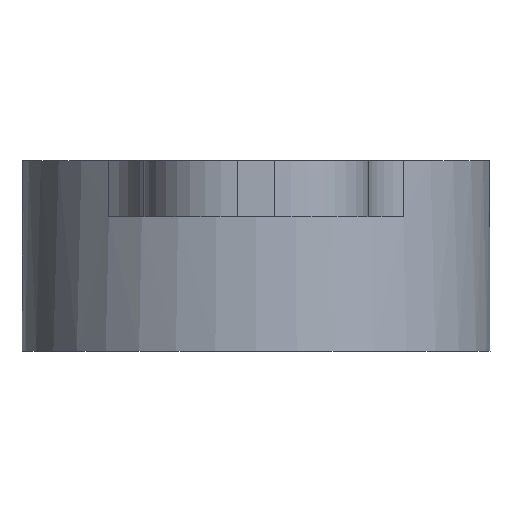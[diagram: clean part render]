
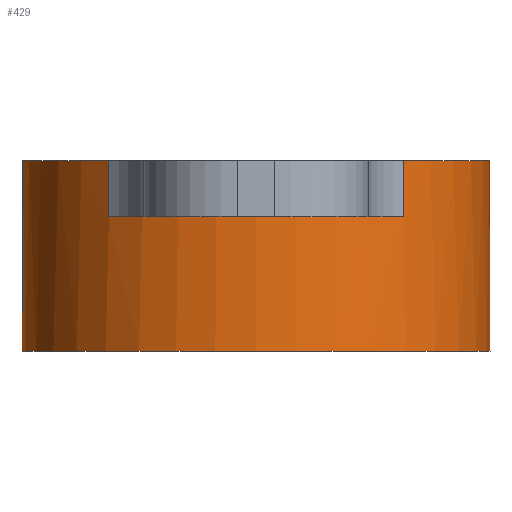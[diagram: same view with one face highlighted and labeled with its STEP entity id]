
A CAD part, left-side view. The second image highlights one B-rep face of the part: STEP entity #429.
In plain terms, the highlighted cylindrical face has radius 12.5 mm (diameter 25 mm), a full revolution.
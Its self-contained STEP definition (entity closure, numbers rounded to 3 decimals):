
#34=FACE_OUTER_BOUND('',#58,.T.);
#58=EDGE_LOOP('',(#293,#294,#295,#296,#297,#298,#299,#300,#301,#302,#303,
#304));
#88=LINE('',#678,#121);
#90=LINE('',#686,#123);
#91=LINE('',#691,#124);
#92=LINE('',#695,#125);
#93=LINE('',#699,#126);
#121=VECTOR('',#535,10.);
#123=VECTOR('',#543,12.5);
#124=VECTOR('',#548,10.);
#125=VECTOR('',#551,10.);
#126=VECTOR('',#554,10.);
#156=CIRCLE('',#479,12.5);
#157=CIRCLE('',#480,12.5);
#158=CIRCLE('',#481,12.5);
#159=CIRCLE('',#482,12.5);
#160=CIRCLE('',#483,12.5);
#161=CIRCLE('',#484,12.5);
#185=VERTEX_POINT('',#675);
#186=VERTEX_POINT('',#677);
#188=VERTEX_POINT('',#683);
#189=VERTEX_POINT('',#685);
#190=VERTEX_POINT('',#688);
#191=VERTEX_POINT('',#690);
#192=VERTEX_POINT('',#692);
#193=VERTEX_POINT('',#694);
#194=VERTEX_POINT('',#696);
#195=VERTEX_POINT('',#698);
#227=EDGE_CURVE('',#185,#186,#88,.T.);
#230=EDGE_CURVE('',#188,#185,#156,.T.);
#231=EDGE_CURVE('',#188,#189,#90,.T.);
#232=EDGE_CURVE('',#189,#189,#157,.T.);
#233=EDGE_CURVE('',#190,#188,#158,.T.);
#234=EDGE_CURVE('',#191,#190,#91,.T.);
#235=EDGE_CURVE('',#192,#191,#159,.T.);
#236=EDGE_CURVE('',#193,#192,#92,.T.);
#237=EDGE_CURVE('',#194,#193,#160,.T.);
#238=EDGE_CURVE('',#195,#194,#93,.T.);
#239=EDGE_CURVE('',#186,#195,#161,.T.);
#293=ORIENTED_EDGE('',*,*,#227,.F.);
#294=ORIENTED_EDGE('',*,*,#230,.F.);
#295=ORIENTED_EDGE('',*,*,#231,.T.);
#296=ORIENTED_EDGE('',*,*,#232,.F.);
#297=ORIENTED_EDGE('',*,*,#231,.F.);
#298=ORIENTED_EDGE('',*,*,#233,.F.);
#299=ORIENTED_EDGE('',*,*,#234,.F.);
#300=ORIENTED_EDGE('',*,*,#235,.F.);
#301=ORIENTED_EDGE('',*,*,#236,.F.);
#302=ORIENTED_EDGE('',*,*,#237,.F.);
#303=ORIENTED_EDGE('',*,*,#238,.F.);
#304=ORIENTED_EDGE('',*,*,#239,.F.);
#416=CYLINDRICAL_SURFACE('',#478,12.5);
#429=ADVANCED_FACE('',(#34),#416,.T.);
#478=AXIS2_PLACEMENT_3D('',#682,#539,#540);
#479=AXIS2_PLACEMENT_3D('',#684,#541,#542);
#480=AXIS2_PLACEMENT_3D('',#687,#544,#545);
#481=AXIS2_PLACEMENT_3D('',#689,#546,#547);
#482=AXIS2_PLACEMENT_3D('',#693,#549,#550);
#483=AXIS2_PLACEMENT_3D('',#697,#552,#553);
#484=AXIS2_PLACEMENT_3D('',#700,#555,#556);
#535=DIRECTION('',(0.,0.,1.));
#539=DIRECTION('center_axis',(0.,0.,1.));
#540=DIRECTION('ref_axis',(1.,0.,0.));
#541=DIRECTION('center_axis',(0.,0.,1.));
#542=DIRECTION('ref_axis',(-1.,0.,0.));
#543=DIRECTION('',(0.,0.,-1.));
#544=DIRECTION('center_axis',(0.,0.,-1.));
#545=DIRECTION('ref_axis',(-1.,0.,0.));
#546=DIRECTION('center_axis',(0.,0.,1.));
#547=DIRECTION('ref_axis',(-1.,0.,0.));
#548=DIRECTION('',(0.,0.,-1.));
#549=DIRECTION('center_axis',(0.,0.,1.));
#550=DIRECTION('ref_axis',(1.,0.,0.));
#551=DIRECTION('',(0.,0.,1.));
#552=DIRECTION('center_axis',(0.,0.,1.));
#553=DIRECTION('ref_axis',(-1.,0.,0.));
#554=DIRECTION('',(0.,0.,-1.));
#555=DIRECTION('center_axis',(0.,0.,1.));
#556=DIRECTION('ref_axis',(1.,0.,0.));
#675=CARTESIAN_POINT('',(-9.722,-7.857,0.));
#677=CARTESIAN_POINT('',(-9.722,-7.857,3.));
#678=CARTESIAN_POINT('',(-9.722,-7.857,0.));
#682=CARTESIAN_POINT('Origin',(0.,0.,0.));
#683=CARTESIAN_POINT('',(-12.5,0.,0.));
#684=CARTESIAN_POINT('Origin',(0.,0.,0.));
#685=CARTESIAN_POINT('',(-12.5,0.,-7.2));
#686=CARTESIAN_POINT('',(-12.5,0.,0.));
#687=CARTESIAN_POINT('Origin',(0.,0.,-7.2));
#688=CARTESIAN_POINT('',(-9.722,7.857,0.));
#689=CARTESIAN_POINT('Origin',(0.,0.,0.));
#690=CARTESIAN_POINT('',(-9.722,7.857,3.));
#691=CARTESIAN_POINT('',(-9.722,7.857,0.));
#692=CARTESIAN_POINT('',(9.722,7.857,3.));
#693=CARTESIAN_POINT('Origin',(0.,0.,3.));
#694=CARTESIAN_POINT('',(9.722,7.857,0.));
#695=CARTESIAN_POINT('',(9.722,7.857,0.));
#696=CARTESIAN_POINT('',(9.722,-7.857,0.));
#697=CARTESIAN_POINT('Origin',(0.,0.,0.));
#698=CARTESIAN_POINT('',(9.722,-7.857,3.));
#699=CARTESIAN_POINT('',(9.722,-7.857,0.));
#700=CARTESIAN_POINT('Origin',(0.,0.,3.));
